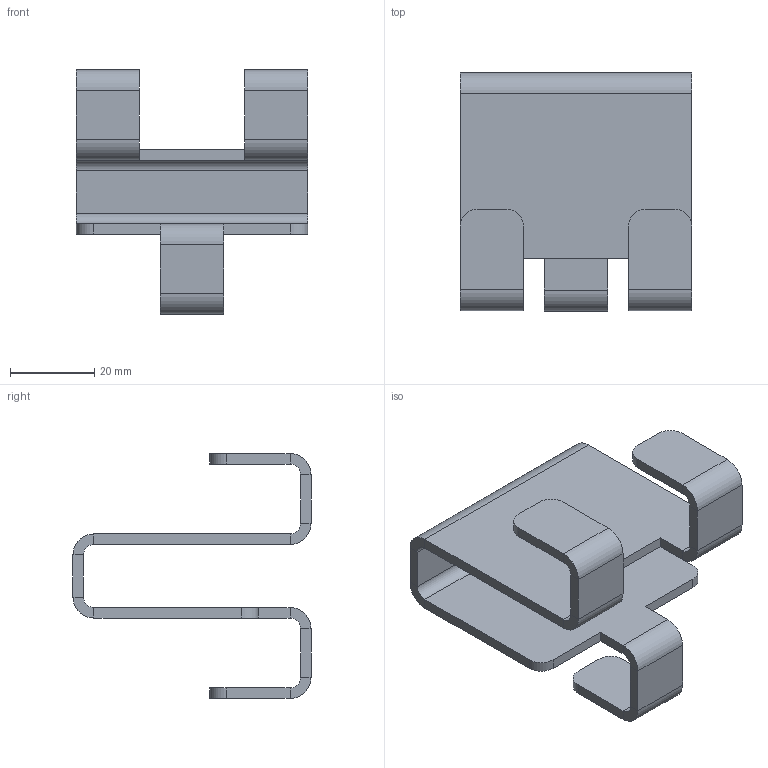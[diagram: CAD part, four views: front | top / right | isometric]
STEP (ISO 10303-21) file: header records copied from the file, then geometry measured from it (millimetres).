
FILE_DESCRIPTION (( 'STEP AP214' ), '1' );
FILE_NAME ('Wieszak na kabinê - 9.STEP', '2022-08-31T13:58:32', ( '' ), ( '' ), 'SwSTEP 2.0', 'SolidWorks 2018', '' );
FILE_SCHEMA (( 'AUTOMOTIVE_DESIGN' ));
Length unit declared in the file: millimetre
Products named in the file (1): Wieszak na kabinê - 9
Bounding box: 55 x 56.61 x 58.22 mm (x, y, z)
Volume: 19306.3 mm3; surface area: 16935.7 mm2
Topology: 1 solids, 1 shells, 86 faces, 188 edges, 104 vertices
Faces by surface type: plane 62, cylinder 24
Entity records: 2302 total; most frequent: DIRECTION 410, CARTESIAN_POINT 379, ORIENTED_EDGE 376, EDGE_CURVE 188, VECTOR 140, LINE 140, AXIS2_PLACEMENT_3D 135, VERTEX_POINT 104
